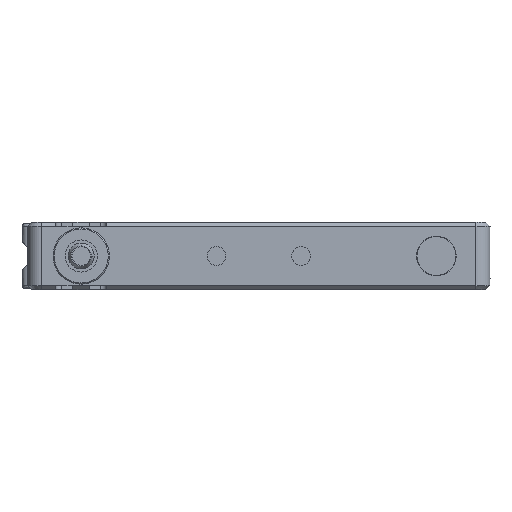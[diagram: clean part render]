
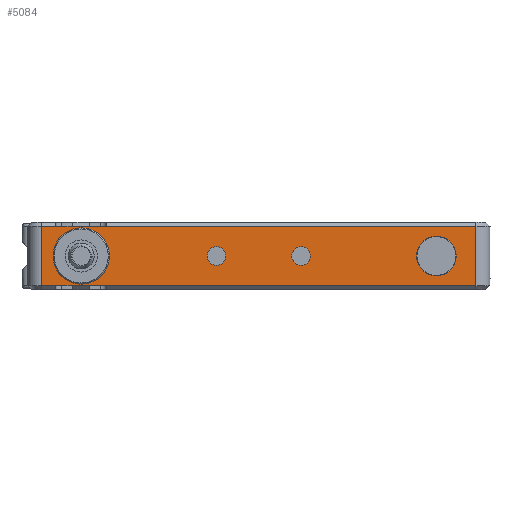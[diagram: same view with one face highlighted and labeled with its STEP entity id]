
A CAD part, left-side view. The second image highlights one B-rep face of the part: STEP entity #5084.
In plain terms, the highlighted planar face has unit normal (-1, 0, 0).
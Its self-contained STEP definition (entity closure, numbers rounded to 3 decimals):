
#1280=DIRECTION('',(0.,-1.,0.));
#1281=VECTOR('',#1280,2.5);
#1282=CARTESIAN_POINT('',(-50.,38.5,5.25));
#1283=LINE('',#1282,#1281);
#1284=DIRECTION('',(0.,1.,0.));
#1285=VECTOR('',#1284,9.);
#1286=CARTESIAN_POINT('',(-50.,27.,5.25));
#1287=LINE('',#1286,#1285);
#1288=DIRECTION('',(0.,-1.,0.));
#1289=VECTOR('',#1288,65.5);
#1290=CARTESIAN_POINT('',(-50.,27.,5.25));
#1291=LINE('',#1290,#1289);
#1292=DIRECTION('',(0.,0.,-1.));
#1293=VECTOR('',#1292,10.5);
#1294=CARTESIAN_POINT('',(-50.,-38.5,
5.25));
#1295=LINE('',#1294,#1293);
#1296=DIRECTION('',(0.,1.,0.));
#1297=VECTOR('',#1296,65.5);
#1298=CARTESIAN_POINT('',(-50.,-38.5,
-5.25));
#1299=LINE('',#1298,#1297);
#1300=DIRECTION('',(0.,1.,0.));
#1301=VECTOR('',#1300,9.);
#1302=CARTESIAN_POINT('',(-50.,27.,-5.25));
#1303=LINE('',#1302,#1301);
#1304=DIRECTION('',(0.,1.,0.));
#1305=VECTOR('',#1304,2.5);
#1306=CARTESIAN_POINT('',(-50.,36.,-5.25));
#1307=LINE('',#1306,#1305);
#1308=DIRECTION('',(0.,0.,-1.));
#1309=VECTOR('',#1308,10.5);
#1310=CARTESIAN_POINT('',(-50.,38.5,5.25));
#1311=LINE('',#1310,#1309);
#1312=CARTESIAN_POINT('',(-50.,-31.5,0.));
#1313=DIRECTION('',(1.,0.,0.));
#1314=DIRECTION('',(0.,1.,0.));
#1315=AXIS2_PLACEMENT_3D('',#1312,#1313,#1314);
#1317=CARTESIAN_POINT('',(-50.,-31.5,0.));
#1318=DIRECTION('',(1.,0.,0.));
#1319=DIRECTION('',(0.,-1.,0.));
#1320=AXIS2_PLACEMENT_3D('',#1317,#1318,#1319);
#1322=CARTESIAN_POINT('',(-50.,7.5,0.));
#1323=DIRECTION('',(-1.,0.,0.));
#1324=DIRECTION('',(0.,1.,0.));
#1325=AXIS2_PLACEMENT_3D('',#1322,#1323,#1324);
#1327=CARTESIAN_POINT('',(-50.,7.5,0.));
#1328=DIRECTION('',(-1.,0.,0.));
#1329=DIRECTION('',(0.,-1.,0.));
#1330=AXIS2_PLACEMENT_3D('',#1327,#1328,#1329);
#1332=CARTESIAN_POINT('',(-50.,-7.5,0.));
#1333=DIRECTION('',(-1.,0.,0.));
#1334=DIRECTION('',(0.,1.,0.));
#1335=AXIS2_PLACEMENT_3D('',#1332,#1333,#1334);
#1337=CARTESIAN_POINT('',(-50.,-7.5,0.));
#1338=DIRECTION('',(-1.,0.,0.));
#1339=DIRECTION('',(0.,-1.,0.));
#1340=AXIS2_PLACEMENT_3D('',#1337,#1338,#1339);
#1342=CARTESIAN_POINT('',(-50.,31.5,0.));
#1343=DIRECTION('',(-1.,0.,0.));
#1344=DIRECTION('',(0.,1.,0.));
#1345=AXIS2_PLACEMENT_3D('',#1342,#1343,#1344);
#1347=CARTESIAN_POINT('',(-50.,31.5,0.));
#1348=DIRECTION('',(-1.,0.,0.));
#1349=DIRECTION('',(0.,-1.,0.));
#1350=AXIS2_PLACEMENT_3D('',#1347,#1348,#1349);
#2739=CARTESIAN_POINT('',(-50.,-28.,0.));
#2740=CARTESIAN_POINT('',(-50.,-35.,0.));
#2741=VERTEX_POINT('',#2739);
#2742=VERTEX_POINT('',#2740);
#2840=CARTESIAN_POINT('',(-50.,36.,5.25));
#2842=VERTEX_POINT('',#2840);
#2843=CARTESIAN_POINT('',(-50.,38.5,5.25));
#2844=VERTEX_POINT('',#2843);
#2865=CARTESIAN_POINT('',(-50.,-38.5,5.25));
#2866=VERTEX_POINT('',#2865);
#2867=CARTESIAN_POINT('',(-50.,27.,5.25));
#2869=VERTEX_POINT('',#2867);
#2872=CARTESIAN_POINT('',(-50.,27.,-5.25));
#2874=VERTEX_POINT('',#2872);
#2875=CARTESIAN_POINT('',(-50.,-38.5,
-5.25));
#2876=VERTEX_POINT('',#2875);
#2897=CARTESIAN_POINT('',(-50.,38.5,-5.25));
#2898=VERTEX_POINT('',#2897);
#2899=CARTESIAN_POINT('',(-50.,36.,-5.25));
#2901=VERTEX_POINT('',#2899);
#2911=CARTESIAN_POINT('',(-50.,9.15,0.));
#2912=CARTESIAN_POINT('',(-50.,5.85,0.));
#2913=VERTEX_POINT('',#2911);
#2914=VERTEX_POINT('',#2912);
#2915=CARTESIAN_POINT('',(-50.,-5.85,0.));
#2916=CARTESIAN_POINT('',(-50.,-9.15,0.));
#2917=VERTEX_POINT('',#2915);
#2918=VERTEX_POINT('',#2916);
#3227=CARTESIAN_POINT('',(-50.,36.3,0.));
#3228=CARTESIAN_POINT('',(-50.,26.7,0.));
#3229=VERTEX_POINT('',#3227);
#3230=VERTEX_POINT('',#3228);
#5042=CARTESIAN_POINT('',(-50.,41.,-6.));
#5043=DIRECTION('',(-1.,0.,0.));
#5044=DIRECTION('',(0.,-1.,0.));
#5045=AXIS2_PLACEMENT_3D('',#5042,#5043,#5044);
#5046=PLANE('',#5045);
#5048=ORIENTED_EDGE('',*,*,#5047,.T.);
#5049=ORIENTED_EDGE('',*,*,#5018,.F.);
#5050=ORIENTED_EDGE('',*,*,#4994,.T.);
#5051=ORIENTED_EDGE('',*,*,#4967,.T.);
#5052=ORIENTED_EDGE('',*,*,#3571,.T.);
#5054=ORIENTED_EDGE('',*,*,#5053,.T.);
#5055=ORIENTED_EDGE('',*,*,#3657,.T.);
#5057=ORIENTED_EDGE('',*,*,#5056,.F.);
#5058=EDGE_LOOP('',(#5048,#5049,#5050,#5051,#5052,#5054,#5055,#5057));
#5059=FACE_OUTER_BOUND('',#5058,.F.);
#5061=ORIENTED_EDGE('',*,*,#5060,.F.);
#5063=ORIENTED_EDGE('',*,*,#5062,.F.);
#5064=EDGE_LOOP('',(#5061,#5063));
#5065=FACE_BOUND('',#5064,.F.);
#5067=ORIENTED_EDGE('',*,*,#5066,.T.);
#5069=ORIENTED_EDGE('',*,*,#5068,.T.);
#5070=EDGE_LOOP('',(#5067,#5069));
#5071=FACE_BOUND('',#5070,.F.);
#5073=ORIENTED_EDGE('',*,*,#5072,.T.);
#5075=ORIENTED_EDGE('',*,*,#5074,.T.);
#5076=EDGE_LOOP('',(#5073,#5075));
#5077=FACE_BOUND('',#5076,.F.);
#5079=ORIENTED_EDGE('',*,*,#5078,.T.);
#5081=ORIENTED_EDGE('',*,*,#5080,.T.);
#5082=EDGE_LOOP('',(#5079,#5081));
#5083=FACE_BOUND('',#5082,.F.);
#5084=ADVANCED_FACE('',(#5059,#5065,#5071,#5077,#5083),#5046,.T.);
#1316=CIRCLE('',#1315,3.5);
#1321=CIRCLE('',#1320,3.5);
#1326=CIRCLE('',#1325,1.65);
#1331=CIRCLE('',#1330,1.65);
#1336=CIRCLE('',#1335,1.65);
#1341=CIRCLE('',#1340,1.65);
#1346=CIRCLE('',#1345,4.8);
#1351=CIRCLE('',#1350,4.8);
#3571=EDGE_CURVE('',#2876,#2874,#1299,.T.);
#3657=EDGE_CURVE('',#2901,#2898,#1307,.T.);
#4967=EDGE_CURVE('',#2866,#2876,#1295,.T.);
#4994=EDGE_CURVE('',#2869,#2866,#1291,.T.);
#5018=EDGE_CURVE('',#2869,#2842,#1287,.T.);
#5047=EDGE_CURVE('',#2844,#2842,#1283,.T.);
#5053=EDGE_CURVE('',#2874,#2901,#1303,.T.);
#5056=EDGE_CURVE('',#2844,#2898,#1311,.T.);
#5060=EDGE_CURVE('',#2741,#2742,#1316,.T.);
#5062=EDGE_CURVE('',#2742,#2741,#1321,.T.);
#5066=EDGE_CURVE('',#2913,#2914,#1326,.T.);
#5068=EDGE_CURVE('',#2914,#2913,#1331,.T.);
#5072=EDGE_CURVE('',#2917,#2918,#1336,.T.);
#5074=EDGE_CURVE('',#2918,#2917,#1341,.T.);
#5078=EDGE_CURVE('',#3229,#3230,#1346,.T.);
#5080=EDGE_CURVE('',#3230,#3229,#1351,.T.);
